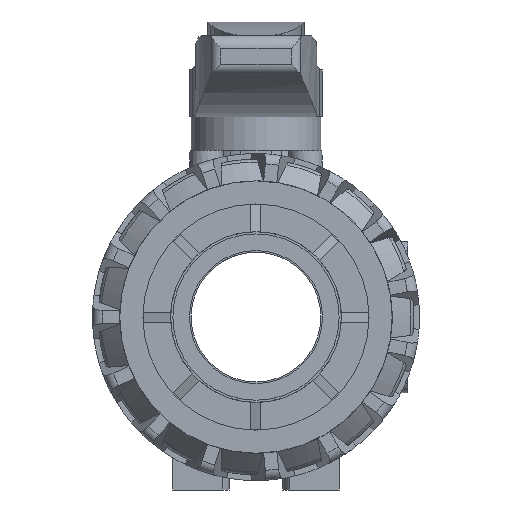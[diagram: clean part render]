
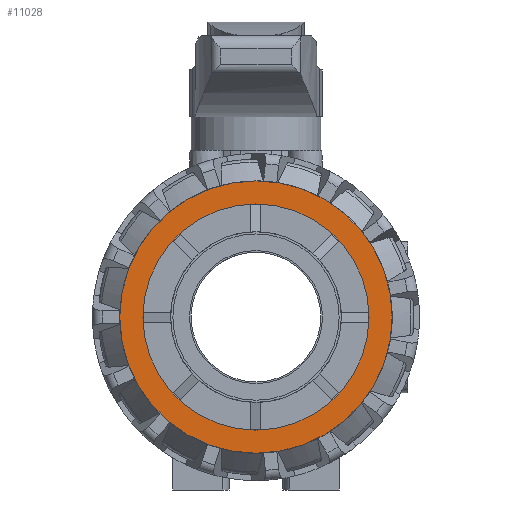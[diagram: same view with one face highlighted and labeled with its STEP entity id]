
A CAD part, left-side view. The second image highlights one B-rep face of the part: STEP entity #11028.
In plain terms, the highlighted face is planar.
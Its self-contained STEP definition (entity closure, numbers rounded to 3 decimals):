
#690=FACE_BOUND($,#2419,.T.);
#691=FACE_BOUND($,#2420,.T.);
#1195=CIRCLE($,#12176,34.);
#1219=CIRCLE($,#12237,40.95);
#2419=EDGE_LOOP($,(#9664));
#2420=EDGE_LOOP($,(#9665));
#4956=VERTEX_POINT($,#19503);
#4973=VERTEX_POINT($,#19630);
#6494=EDGE_CURVE($,#4956,#4956,#1195,.T.);
#6561=EDGE_CURVE($,#4973,#4973,#1219,.T.);
#9664=ORIENTED_EDGE($,*,*,#6494,.T.);
#9665=ORIENTED_EDGE($,*,*,#6561,.T.);
#10457=PLANE($,#12270);
#11028=ADVANCED_FACE($,(#690,#691),#10457,.T.);
#12176=AXIS2_PLACEMENT_3D($,#19504,#15116,#15117);
#12237=AXIS2_PLACEMENT_3D($,#19631,#15266,#15267);
#12270=AXIS2_PLACEMENT_3D($,#19668,#15333,#15334);
#15116=DIRECTION('center_axis',(0.,0.,-1.));
#15117=DIRECTION('ref_axis',(-1.,0.,0.));
#15266=DIRECTION('center_axis',(0.,0.,1.));
#15267=DIRECTION('ref_axis',(1.,0.,0.));
#15333=DIRECTION('center_axis',(0.,0.,1.));
#15334=DIRECTION('ref_axis',(1.,0.,0.));
#19503=CARTESIAN_POINT('',(34.,0.,40.8));
#19504=CARTESIAN_POINT('Origin',(0.,0.,40.8));
#19630=CARTESIAN_POINT('',(0.,-40.95,40.8));
#19631=CARTESIAN_POINT('Origin',(0.,0.,40.8));
#19668=CARTESIAN_POINT('Origin',(0.,0.,40.8));
